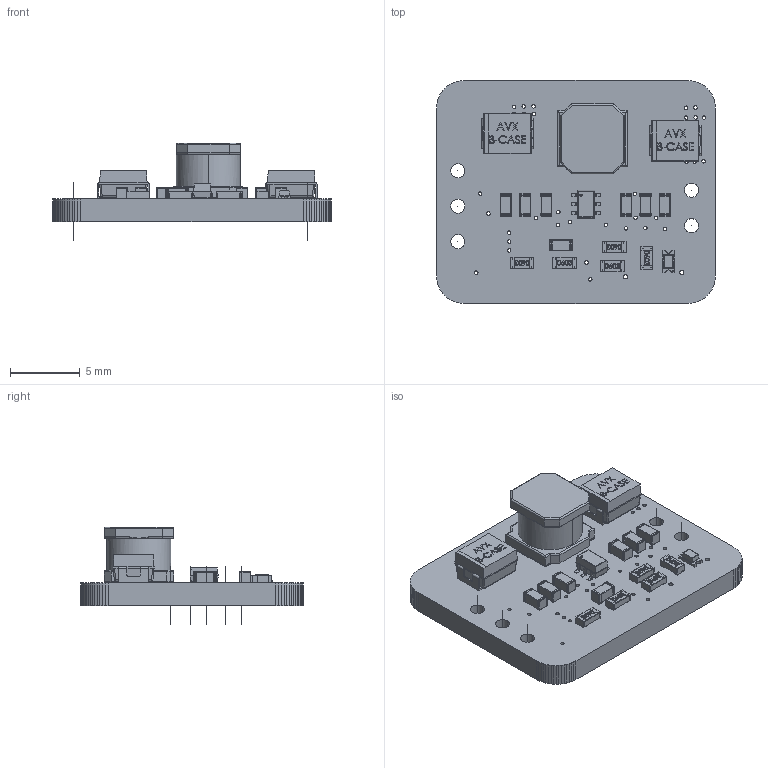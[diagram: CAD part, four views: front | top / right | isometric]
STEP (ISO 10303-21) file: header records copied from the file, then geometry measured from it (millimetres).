
FILE_DESCRIPTION(('PCB Model'),'2;1');
FILE_NAME('004-BO-10132_step.STEP','2024-09-22T00:30:15',( 'pritesh'),('Unspecified'),'Open CASCADE STEP processor 6.8', 'Proteus','Unknown');
FILE_SCHEMA(('AUTOMOTIVE_DESIGN { 1 0 10303 214 1 1 1 1 }'));
Length unit declared in the file: millimetre
Products named in the file (78): Open CASCADE STEP translator 6.8 1; Layer_1; U4; Open CASCADE STEP translator 6.8 1.2.1; Body_1; =>[0:1:1:2]; =>[0:1:1:3]; SOLID; L1; Open CASCADE STEP translator 6.8 1.3.1; =>[0:1:1:4]; =>[0:1:1:5]; J1; Open CASCADE STEP translator 6.8 1.4.1; Pin_1; J2; R20; Open CASCADE STEP translator 6.8 1.6.1; =>[0:1:1:6]; R21; Open CASCADE STEP translator 6.8 1.7.1; R8; Open CASCADE STEP translator 6.8 1.8.1; R19; Open CASCADE STEP translator 6.8 1.9.1; C25; Open CASCADE STEP translator 6.8 1.10.1; Part_3; Part_2; Part_1; C29; Open CASCADE STEP translator 6.8 1.11.1; C26; Open CASCADE STEP translator 6.8 1.12.1; C27; Open CASCADE STEP translator 6.8 1.13.1; C30; Open CASCADE STEP translator 6.8 1.14.1; C17; Open CASCADE STEP translator 6.8 1.15.1 ...
Assembly tree (104 placements, depth 6):
  Open CASCADE STEP translator 6.8 1
    Layer_1
    U4
      Open CASCADE STEP translator 6.8 1.2.1
        Body_1
          =>[0:1:1:2]
          =>[0:1:1:3]
            SOLID
            SOLID
            SOLID
            SOLID
            SOLID
            SOLID
    L1
      Open CASCADE STEP translator 6.8 1.3.1
        Body_1
          =>[0:1:1:3]
          =>[0:1:1:4]
          =>[0:1:1:5]
    J1
      Open CASCADE STEP translator 6.8 1.4.1
        Pin_1
    J2
      Open CASCADE STEP translator 6.8 1.4.1
        Pin_1
    R20
      Open CASCADE STEP translator 6.8 1.6.1
        Body_1
          =>[0:1:1:3]
          =>[0:1:1:4]
          =>[0:1:1:5]
          =>[0:1:1:6]
    R21
      Open CASCADE STEP translator 6.8 1.7.1
        Body_1
          =>[0:1:1:3]
          =>[0:1:1:4]
          =>[0:1:1:5]
          =>[0:1:1:6]
    R8
      Open CASCADE STEP translator 6.8 1.8.1
        Body_1
          =>[0:1:1:3]
          =>[0:1:1:4]
          =>[0:1:1:5]
          =>[0:1:1:6]
    R19
      Open CASCADE STEP translator 6.8 1.9.1
        Body_1
          =>[0:1:1:3]
          =>[0:1:1:4]
          =>[0:1:1:5]
          =>[0:1:1:6]
    C25
      Open CASCADE STEP translator 6.8 1.10.1
        Body_1
          Part_3
          Part_2
          Part_1
    C29
Bounding box: 20 x 16 x 7 mm (x, y, z)
Volume: 637.4 mm3; surface area: 1198.5 mm2
Topology: 63 solids, 64 shells, 1611 faces, 4026 edges, 2524 vertices
Faces by surface type: plane 893, cylinder 359, bspline 275, sphere 84
Entity records: 32814 total; most frequent: CARTESIAN_POINT 8998, ORIENTED_EDGE 3700, DIRECTION 3451, EDGE_CURVE 1851, LINE 1281, VECTOR 1281, VERTEX_POINT 1192, AXIS2_PLACEMENT_3D 1085
